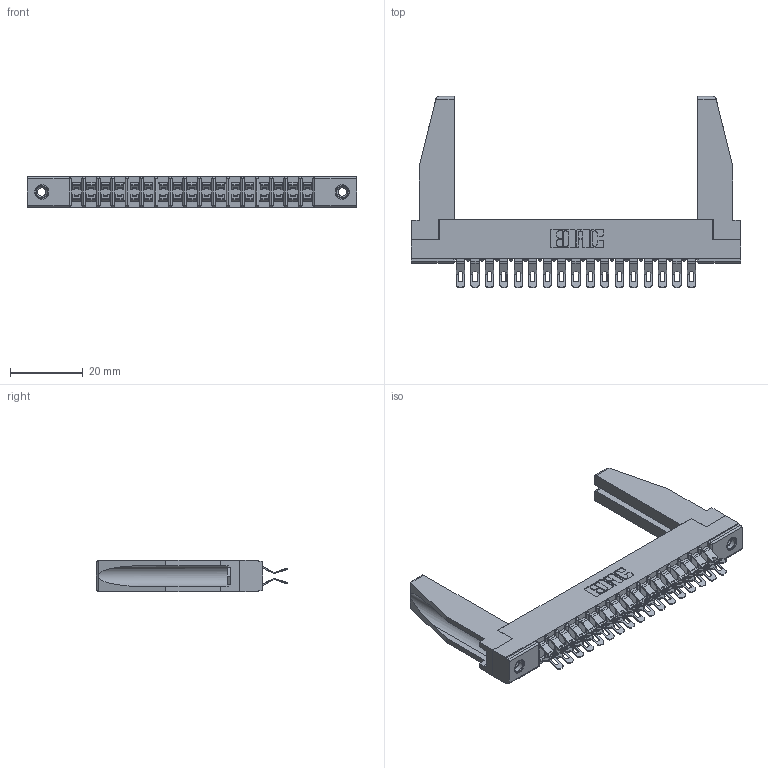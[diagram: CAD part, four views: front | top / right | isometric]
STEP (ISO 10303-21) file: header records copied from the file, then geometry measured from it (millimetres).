
FILE_DESCRIPTION (( 'STEP AP203' ), '1' );
FILE_NAME ('307-034-455-278.STEP', '2020-09-29T16:12:08', ( '' ), ( '' ), 'SwSTEP 2.0', 'SolidWorks 2020', '' );
FILE_SCHEMA (( 'CONFIG_CONTROL_DESIGN' ));
Length unit declared in the file: inch
Products named in the file (5): 307-034-455-278; 345-250-001_345-250-001-102; 307 Part_.156 Dia Mounting Holes; 307-290-001_555; 307-220-078
Assembly tree (39 placements, depth 2):
  307-034-455-278
    307 Part_.156 Dia Mounting Holes
    307-290-001_555  x34
    307-220-078  x2
    345-250-001_345-250-001-102  x2
Bounding box: 90.37 x 52.45 x 8.71 mm (x, y, z)
Volume: 10006.6 mm3; surface area: 14743.6 mm2
Topology: 39 solids, 39 shells, 2340 faces, 6807 edges, 4434 vertices
Faces by surface type: plane 1310, cylinder 978, sphere 36, cone 12, torus 4
Entity records: 21176 total; most frequent: CARTESIAN_POINT 3487, ORIENTED_EDGE 3414, DIRECTION 3387, EDGE_CURVE 1707, VECTOR 1291, LINE 1291, VERTEX_POINT 1106, AXIS2_PLACEMENT_3D 1048
